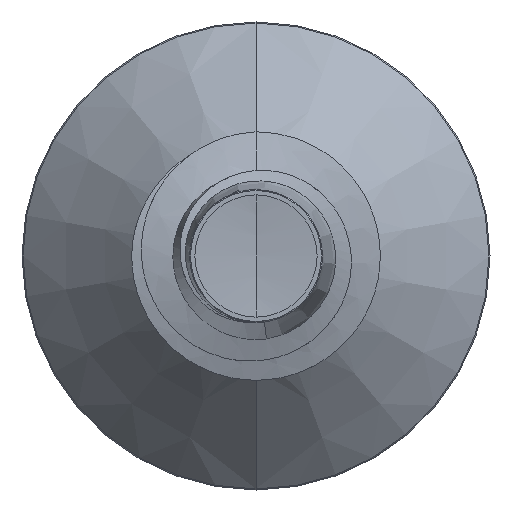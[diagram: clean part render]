
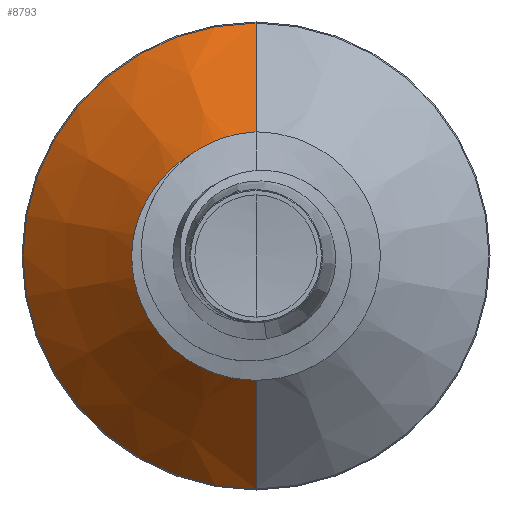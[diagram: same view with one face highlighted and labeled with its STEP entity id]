
A CAD part, front view. The second image highlights one B-rep face of the part: STEP entity #8793.
In plain terms, the highlighted conical face has half-angle 45 degrees and reference radius 2.744 mm.
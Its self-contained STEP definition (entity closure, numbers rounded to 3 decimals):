
#681 = DIRECTION ( 'NONE',  ( 0., 0., 1. ) ) ;
#687 = DIRECTION ( 'NONE',  ( 0., 1., 0. ) ) ;
#697 = CARTESIAN_POINT ( 'NONE',  ( 0., 3.245, 0. ) ) ;
#1197 = ORIENTED_EDGE ( 'NONE', *, *, #3786, .T. ) ;
#1254 = VERTEX_POINT ( 'NONE', #7868 ) ;
#1277 = VERTEX_POINT ( 'NONE', #7857 ) ;
#1352 = CARTESIAN_POINT ( 'NONE',  ( 0., 3.245, 0. ) ) ;
#1456 = DIRECTION ( 'NONE',  ( 0., 0., 1. ) ) ;
#1535 = DIRECTION ( 'NONE',  ( 0., 1., 0. ) ) ;
#1950 = DIRECTION ( 'NONE',  ( 0., 0.707, -0.707 ) ) ;
#2039 = CARTESIAN_POINT ( 'NONE',  ( 0., 3.245, -2.745 ) ) ;
#2128 = CARTESIAN_POINT ( 'NONE',  ( 0., 3.245, 2.745 ) ) ;
#2755 = CARTESIAN_POINT ( 'NONE',  ( 0., 6.124, 5.624 ) ) ;
#3448 = AXIS2_PLACEMENT_3D ( 'NONE', #1352, #1535, #1456 ) ;
#3615 = CIRCLE ( 'NONE', #7160, 2.745 ) ;
#3786 = EDGE_CURVE ( 'NONE', #1254, #5182, #3615, .T. ) ;
#3811 = DIRECTION ( 'NONE',  ( 0., 0., 1. ) ) ;
#3820 = DIRECTION ( 'NONE',  ( 0., 1., 0. ) ) ;
#3821 = CARTESIAN_POINT ( 'NONE',  ( 0., 6.124, 0. ) ) ;
#3953 = ORIENTED_EDGE ( 'NONE', *, *, #4367, .F. ) ;
#4107 = VERTEX_POINT ( 'NONE', #2755 ) ;
#4164 = CONICAL_SURFACE ( 'NONE', #3448, 2.745, 0.785 ) ;
#4367 = EDGE_CURVE ( 'NONE', #1254, #1277, #7331, .T. ) ;
#4510 = DIRECTION ( 'NONE',  ( 0., 0.707, 0.707 ) ) ;
#4651 = CARTESIAN_POINT ( 'NONE',  ( 0., 3.245, 2.745 ) ) ;
#5170 = VECTOR ( 'NONE', #4510, 1000. ) ;
#5182 = VERTEX_POINT ( 'NONE', #2128 ) ;
#5186 = EDGE_LOOP ( 'NONE', ( #3953, #1197, #9341, #6649 ) ) ;
#5679 = LINE ( 'NONE', #4651, #5170 ) ;
#6574 = EDGE_CURVE ( 'NONE', #1277, #4107, #9508, .T. ) ;
#6649 = ORIENTED_EDGE ( 'NONE', *, *, #6574, .F. ) ;
#7160 = AXIS2_PLACEMENT_3D ( 'NONE', #697, #687, #681 ) ;
#7331 = LINE ( 'NONE', #2039, #7587 ) ;
#7587 = VECTOR ( 'NONE', #1950, 1000. ) ;
#7683 = AXIS2_PLACEMENT_3D ( 'NONE', #3821, #3820, #3811 ) ;
#7857 = CARTESIAN_POINT ( 'NONE',  ( 0., 6.124, -5.624 ) ) ;
#7868 = CARTESIAN_POINT ( 'NONE',  ( 0., 3.245, -2.745 ) ) ;
#8378 = FACE_OUTER_BOUND ( 'NONE', #5186, .T. ) ;
#8793 = ADVANCED_FACE ( 'NONE', ( #8378 ), #4164, .T. ) ;
#9341 = ORIENTED_EDGE ( 'NONE', *, *, #9902, .T. ) ;
#9508 = CIRCLE ( 'NONE', #7683, 5.624 ) ;
#9902 = EDGE_CURVE ( 'NONE', #5182, #4107, #5679, .T. ) ;
